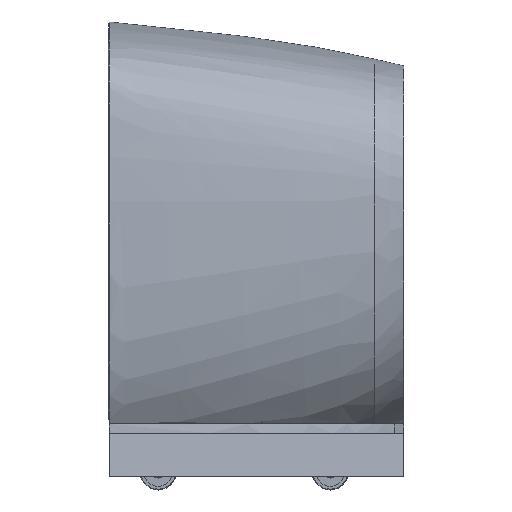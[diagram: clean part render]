
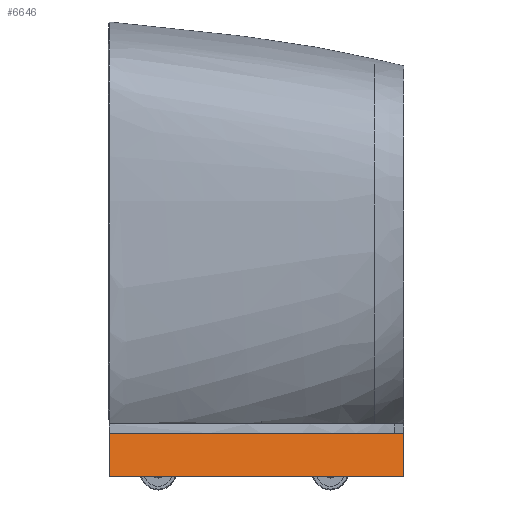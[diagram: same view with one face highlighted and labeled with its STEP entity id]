
A CAD part, left-side view. The second image highlights one B-rep face of the part: STEP entity #6646.
In plain terms, the highlighted planar face has unit normal (-0.921, -0.39, 0).
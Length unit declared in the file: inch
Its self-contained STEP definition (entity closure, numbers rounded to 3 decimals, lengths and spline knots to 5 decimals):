
#919=FACE_OUTER_BOUND('',#1318,.T.);
#1318=EDGE_LOOP('',(#5938,#5939,#5940,#5941));
#1951=LINE('',#19194,#2598);
#1952=LINE('',#19196,#2599);
#1953=LINE('',#19198,#2600);
#1954=LINE('',#19199,#2601);
#2598=VECTOR('',#8532,0.3937);
#2599=VECTOR('',#8533,0.3937);
#2600=VECTOR('',#8534,0.3937);
#2601=VECTOR('',#8535,0.3937);
#3208=VERTEX_POINT('',#19192);
#3209=VERTEX_POINT('',#19193);
#3210=VERTEX_POINT('',#19195);
#3211=VERTEX_POINT('',#19197);
#4123=EDGE_CURVE('',#3208,#3209,#1951,.T.);
#4124=EDGE_CURVE('',#3208,#3210,#1952,.T.);
#4125=EDGE_CURVE('',#3211,#3210,#1953,.T.);
#4126=EDGE_CURVE('',#3209,#3211,#1954,.T.);
#5938=ORIENTED_EDGE('',*,*,#4123,.F.);
#5939=ORIENTED_EDGE('',*,*,#4124,.T.);
#5940=ORIENTED_EDGE('',*,*,#4125,.F.);
#5941=ORIENTED_EDGE('',*,*,#4126,.F.);
#6273=PLANE('',#7138);
#6646=ADVANCED_FACE('',(#919),#6273,.T.);
#7138=AXIS2_PLACEMENT_3D('',#19191,#8530,#8531);
#8530=DIRECTION('center_axis',(-0.921,-0.39,0.));
#8531=DIRECTION('ref_axis',(-0.39,0.921,0.));
#8532=DIRECTION('',(0.39,-0.921,0.));
#8533=DIRECTION('',(0.,0.,-1.));
#8534=DIRECTION('',(-0.39,0.921,0.));
#8535=DIRECTION('',(0.,0.,-1.));
#19191=CARTESIAN_POINT('Origin',(-8.91809,-24.,-18.9));
#19192=CARTESIAN_POINT('',(-19.08574,0.,-18.9));
#19193=CARTESIAN_POINT('',(-8.91809,-24.,-18.9));
#19194=CARTESIAN_POINT('',(-19.08574,0.,-18.9));
#19195=CARTESIAN_POINT('',(-19.08574,0.,-22.4));
#19196=CARTESIAN_POINT('',(-19.08574,0.,-18.9));
#19197=CARTESIAN_POINT('',(-8.91809,-24.,-22.4));
#19198=CARTESIAN_POINT('',(-19.08574,0.,-22.4));
#19199=CARTESIAN_POINT('',(-8.91809,-24.,-18.9));
